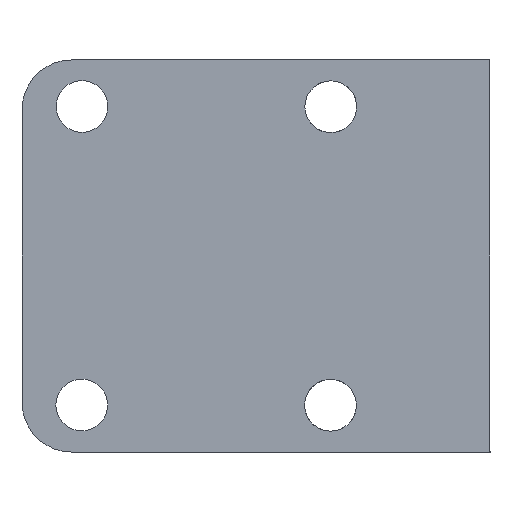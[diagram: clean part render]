
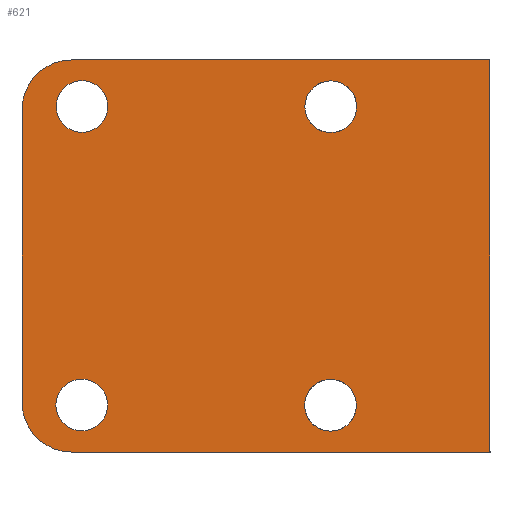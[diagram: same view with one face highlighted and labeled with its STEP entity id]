
A CAD part, front view. The second image highlights one B-rep face of the part: STEP entity #621.
In plain terms, the highlighted planar face has unit normal (0, -1, 0).
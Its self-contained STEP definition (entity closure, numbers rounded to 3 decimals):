
#58=FACE_BOUND('',#129,.T.);
#59=FACE_BOUND('',#130,.T.);
#60=FACE_BOUND('',#131,.T.);
#61=FACE_BOUND('',#132,.T.);
#82=FACE_OUTER_BOUND('',#128,.T.);
#128=EDGE_LOOP('',(#530,#531,#532,#533,#534,#535));
#129=EDGE_LOOP('',(#536));
#130=EDGE_LOOP('',(#537));
#131=EDGE_LOOP('',(#538));
#132=EDGE_LOOP('',(#539));
#172=CIRCLE('',#697,5.);
#173=CIRCLE('',#699,5.);
#174=CIRCLE('',#702,2.6);
#175=CIRCLE('',#703,2.6);
#176=CIRCLE('',#704,2.6);
#177=CIRCLE('',#705,2.6);
#180=LINE('',#914,#226);
#183=LINE('',#935,#229);
#212=LINE('',#1078,#258);
#213=LINE('',#1080,#259);
#226=VECTOR('',#725,10.);
#229=VECTOR('',#746,10.);
#258=VECTOR('',#861,10.);
#259=VECTOR('',#864,10.);
#270=VERTEX_POINT('',#907);
#273=VERTEX_POINT('',#912);
#282=VERTEX_POINT('',#934);
#319=VERTEX_POINT('',#1068);
#320=VERTEX_POINT('',#1072);
#321=VERTEX_POINT('',#1074);
#322=VERTEX_POINT('',#1081);
#323=VERTEX_POINT('',#1083);
#324=VERTEX_POINT('',#1085);
#325=VERTEX_POINT('',#1087);
#329=EDGE_CURVE('',#273,#270,#180,.T.);
#339=EDGE_CURVE('',#282,#270,#183,.T.);
#393=EDGE_CURVE('',#282,#319,#172,.T.);
#396=EDGE_CURVE('',#320,#321,#173,.T.);
#398=EDGE_CURVE('',#273,#321,#212,.T.);
#399=EDGE_CURVE('',#320,#319,#213,.T.);
#400=EDGE_CURVE('',#322,#322,#174,.F.);
#401=EDGE_CURVE('',#323,#323,#175,.F.);
#402=EDGE_CURVE('',#324,#324,#176,.F.);
#403=EDGE_CURVE('',#325,#325,#177,.F.);
#530=ORIENTED_EDGE('',*,*,#393,.F.);
#531=ORIENTED_EDGE('',*,*,#339,.T.);
#532=ORIENTED_EDGE('',*,*,#329,.F.);
#533=ORIENTED_EDGE('',*,*,#398,.T.);
#534=ORIENTED_EDGE('',*,*,#396,.F.);
#535=ORIENTED_EDGE('',*,*,#399,.T.);
#536=ORIENTED_EDGE('',*,*,#400,.F.);
#537=ORIENTED_EDGE('',*,*,#401,.F.);
#538=ORIENTED_EDGE('',*,*,#402,.F.);
#539=ORIENTED_EDGE('',*,*,#403,.F.);
#599=PLANE('',#701);
#621=ADVANCED_FACE('',(#82,#58,#59,#60,#61),#599,.F.);
#697=AXIS2_PLACEMENT_3D('',#1069,#850,#851);
#699=AXIS2_PLACEMENT_3D('',#1075,#856,#857);
#701=AXIS2_PLACEMENT_3D('',#1079,#862,#863);
#702=AXIS2_PLACEMENT_3D('',#1082,#865,#866);
#703=AXIS2_PLACEMENT_3D('',#1084,#867,#868);
#704=AXIS2_PLACEMENT_3D('',#1086,#869,#870);
#705=AXIS2_PLACEMENT_3D('',#1088,#871,#872);
#725=DIRECTION('',(0.,0.,-1.));
#746=DIRECTION('',(1.,0.,0.));
#850=DIRECTION('center_axis',(0.,1.,0.));
#851=DIRECTION('ref_axis',(-0.707,0.,-0.707));
#856=DIRECTION('center_axis',(0.,1.,0.));
#857=DIRECTION('ref_axis',(-0.707,0.,0.707));
#861=DIRECTION('',(-1.,0.,0.));
#862=DIRECTION('center_axis',(0.,1.,0.));
#863=DIRECTION('ref_axis',(-1.,0.,0.));
#864=DIRECTION('',(0.,0.,-1.));
#865=DIRECTION('center_axis',(0.,1.,0.));
#866=DIRECTION('ref_axis',(-1.,0.,0.));
#867=DIRECTION('center_axis',(0.,1.,0.));
#868=DIRECTION('ref_axis',(-1.,0.,0.));
#869=DIRECTION('center_axis',(0.,1.,0.));
#870=DIRECTION('ref_axis',(-1.,0.,0.));
#871=DIRECTION('center_axis',(0.,1.,0.));
#872=DIRECTION('ref_axis',(-1.,0.,0.));
#907=CARTESIAN_POINT('',(34.878,316.819,148.515));
#912=CARTESIAN_POINT('',(34.878,316.819,187.915));
#914=CARTESIAN_POINT('',(34.878,316.819,147.237));
#934=CARTESIAN_POINT('',(-7.149,316.819,148.515));
#935=CARTESIAN_POINT('',(30.878,316.819,148.515));
#1068=CARTESIAN_POINT('',(-12.149,316.819,153.515));
#1069=CARTESIAN_POINT('Origin',(-7.149,316.819,153.515));
#1072=CARTESIAN_POINT('',(-12.149,316.819,182.915));
#1074=CARTESIAN_POINT('',(-7.149,316.819,187.915));
#1075=CARTESIAN_POINT('Origin',(-7.149,316.819,182.915));
#1078=CARTESIAN_POINT('',(-1.392,316.819,187.915));
#1079=CARTESIAN_POINT('Origin',(9.365,316.819,168.226));
#1080=CARTESIAN_POINT('',(-12.149,316.819,189.215));
#1081=CARTESIAN_POINT('',(-3.549,316.819,153.237));
#1082=CARTESIAN_POINT('Origin',(-6.149,316.819,153.237));
#1083=CARTESIAN_POINT('',(21.478,316.819,183.215));
#1084=CARTESIAN_POINT('Origin',(18.878,316.819,183.215));
#1085=CARTESIAN_POINT('',(21.451,316.819,153.215));
#1086=CARTESIAN_POINT('Origin',(18.851,316.819,153.215));
#1087=CARTESIAN_POINT('',(-3.522,316.819,183.237));
#1088=CARTESIAN_POINT('Origin',(-6.122,316.819,183.237));
